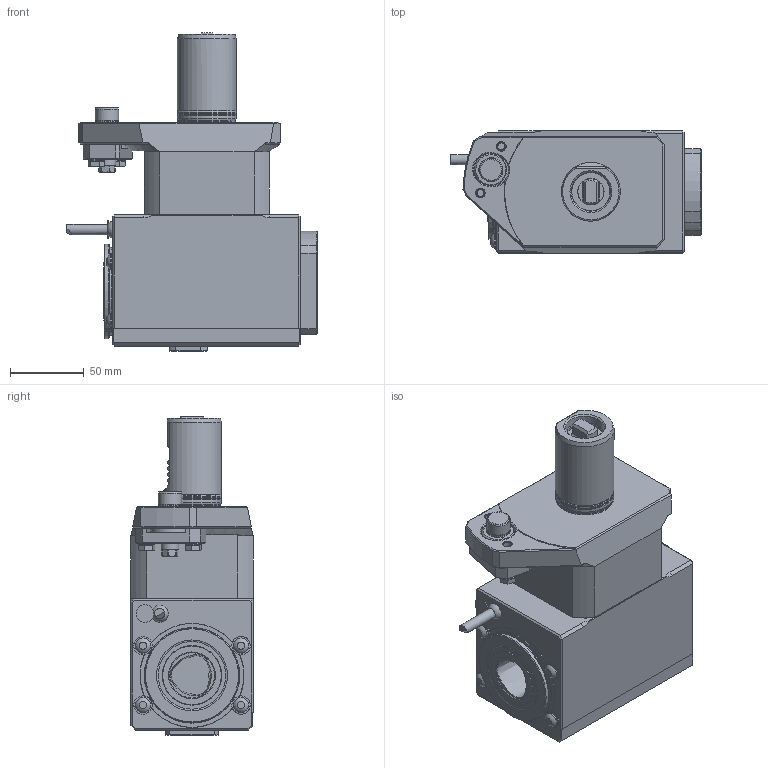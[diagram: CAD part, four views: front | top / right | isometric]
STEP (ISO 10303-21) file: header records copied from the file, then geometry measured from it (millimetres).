
FILE_DESCRIPTION(/* description */ ('Unknown'),/* implementation_level */ '2;1');
FILE_NAME(/* name */ 'C4_DNI_MZ40Z_I_A_SIM',/* time_stamp */ '2023-07-13T14:28:13+02:00',/* author */ ('WTO KS'),/* organization */ ('WTO'),/* preprocessor_version */ 'ST-DEVELOPER v16.7',/* originating_system */ 'DEX',/* authorisation */ $);
FILE_SCHEMA (('AUTOMOTIVE_DESIGN {1 0 10303 214 3 1 1}'));
Length unit declared in the file: millimetre
Products named in the file (1): 118565_C4-DNI-MZ40Z-I-A_vereinfacht_STP_00477658
Bounding box: 170.2 x 83 x 216.8 mm (x, y, z)
Surface area: 107875 mm2 (no closed solid volume)
Topology: 0 solids, 1 shells, 393 faces, 950 edges, 592 vertices
Faces by surface type: plane 228, cone 88, cylinder 62, torus 9, sphere 5, bspline 1
Full cylindrical faces by diameter (mm): 2.5 x1, 5.55 x4, 6 x3, 7 x1, 8.88 x2, 10.5 x4, 12 x2, 15.6 x1, 16 x1, 18 x1, 20.8 x1, 22 x1, 26 x2, 26.5 x1, 39.2 x1, 40 x3, 60 x1, 64.4 x1
Entity records: 10804 total; most frequent: CARTESIAN_POINT 2326, DIRECTION 1739, ORIENTED_EDGE 1638, EDGE_CURVE 819, AXIS2_PLACEMENT_3D 663, VERTEX_POINT 553, EDGE_LOOP 512, FACE_BOUND 512
